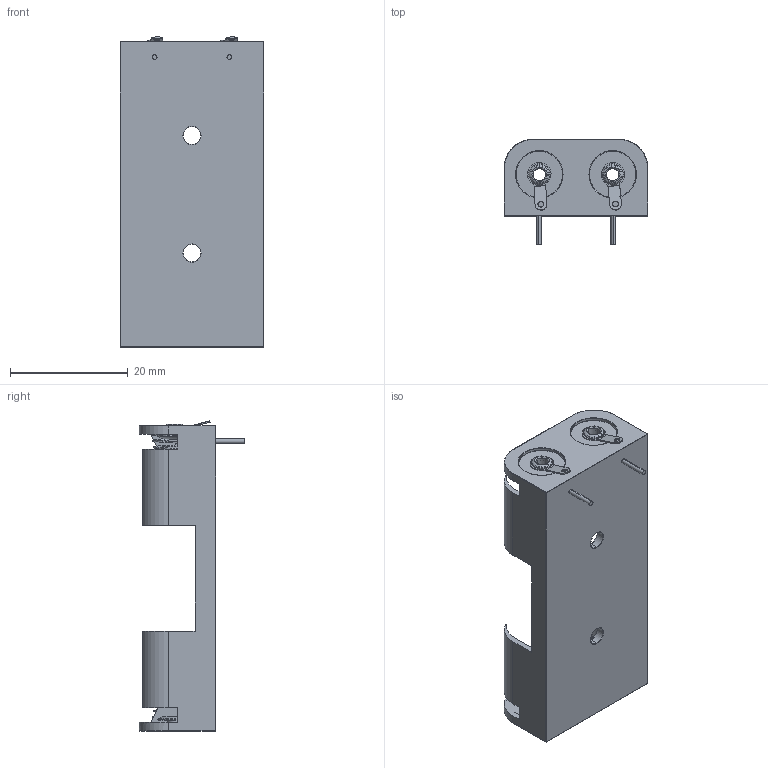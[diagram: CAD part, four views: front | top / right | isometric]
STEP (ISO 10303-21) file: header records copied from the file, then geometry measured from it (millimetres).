
FILE_DESCRIPTION (( 'STEP AP203' ), '1' );
FILE_NAME ('koszyk 2xAAA_ass.STEP', '2018-01-14T18:15:18', ( '' ), ( '' ), 'SwSTEP 2.0', 'SolidWorks 2017', '' );
FILE_SCHEMA (( 'CONFIG_CONTROL_DESIGN' ));
Length unit declared in the file: millimetre
Products named in the file (5): sprezyna_Domyslna; koszyk 2xAAA_ass; wstawka_Domyslna; battery holder 2 x AAA; wtyczka_Domyslna
Assembly tree (9 placements, depth 2):
  koszyk 2xAAA_ass
    battery holder 2 x AAA
    wtyczka_Domyslna  x2
    wstawka_Domyslna  x4
    sprezyna_Domyslna  x2
Bounding box: 24.5 x 18 x 52.8 mm (x, y, z)
Volume: 3421.5 mm3; surface area: 6316.2 mm2
Topology: 9 solids, 9 shells, 352 faces, 798 edges, 458 vertices
Faces by surface type: torus 140, cylinder 106, plane 66, cone 32, sphere 4, bspline 4
Entity records: 7818 total; most frequent: CARTESIAN_POINT 2097, DIRECTION 1210, ORIENTED_EDGE 988, AXIS2_PLACEMENT_3D 504, EDGE_CURVE 494, VERTEX_POINT 298, CIRCLE 286, EDGE_LOOP 230
